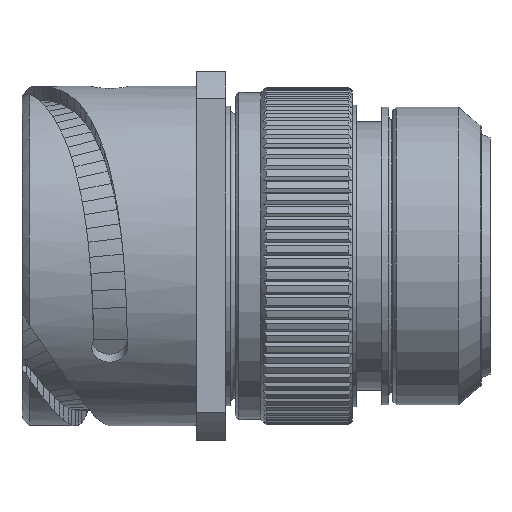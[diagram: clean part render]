
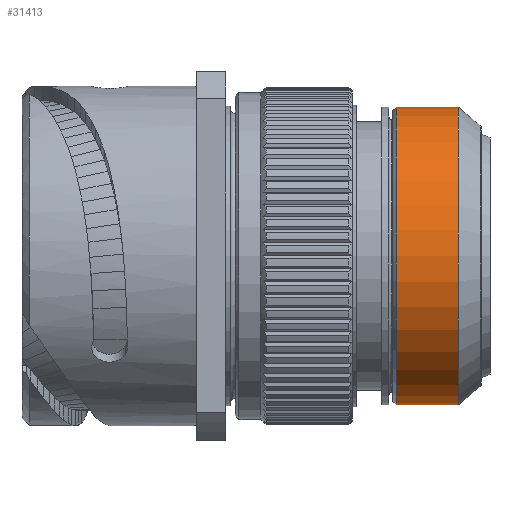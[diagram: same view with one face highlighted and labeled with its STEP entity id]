
A CAD part, top view. The second image highlights one B-rep face of the part: STEP entity #31413.
In plain terms, the highlighted cylindrical face has radius 20.5 mm (diameter 41 mm), a partial arc.
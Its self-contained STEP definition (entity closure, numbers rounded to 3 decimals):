
#8625=CARTESIAN_POINT('',(51.504,0.,0.));
#8626=DIRECTION('',(1.,0.,0.));
#8627=DIRECTION('',(0.,1.,0.));
#8628=AXIS2_PLACEMENT_3D('',#8625,#8626,#8627);
#8630=CARTESIAN_POINT('',(60.004,0.,0.));
#8631=DIRECTION('',(1.,0.,0.));
#8632=DIRECTION('',(0.,1.,0.));
#8633=AXIS2_PLACEMENT_3D('',#8630,#8631,#8632);
#8635=DIRECTION('',(-1.,0.,0.));
#8636=VECTOR('',#8635,8.5);
#8637=CARTESIAN_POINT('',(60.004,20.5,0.));
#8638=LINE('2618',#8637,#8636);
#8639=DIRECTION('',(-1.,0.,0.));
#8640=VECTOR('',#8639,8.5);
#8641=CARTESIAN_POINT('',(60.004,-20.5,0.));
#8642=LINE('2619',#8641,#8640);
#15594=CARTESIAN_POINT('',(60.004,20.5,0.));
#15595=CARTESIAN_POINT('',(51.504,20.5,0.));
#15596=VERTEX_POINT('',#15594);
#15597=VERTEX_POINT('',#15595);
#15598=CARTESIAN_POINT('',(60.004,-20.5,0.));
#15599=CARTESIAN_POINT('',(51.504,-20.5,0.));
#15600=VERTEX_POINT('',#15598);
#15601=VERTEX_POINT('',#15599);
#31399=CARTESIAN_POINT('',(50.394,0.,0.));
#31400=DIRECTION('',(1.,0.,0.));
#31401=DIRECTION('',(0.,-1.,0.));
#31402=AXIS2_PLACEMENT_3D('',#31399,#31400,#31401);
#31403=CYLINDRICAL_SURFACE('775',#31402,20.5);
#31405=ORIENTED_EDGE('2618',*,*,#31404,.F.);
#31407=ORIENTED_EDGE('2621',*,*,#31406,.T.);
#31409=ORIENTED_EDGE('2619',*,*,#31408,.T.);
#31410=ORIENTED_EDGE('2633',*,*,#31385,.F.);
#31411=EDGE_LOOP('775',(#31405,#31407,#31409,#31410));
#31412=FACE_OUTER_BOUND('775',#31411,.F.);
#8629=CIRCLE('2633',#8628,20.5);
#8634=CIRCLE('2621',#8633,20.5);
#31385=EDGE_CURVE('2633',#15597,#15601,#8629,.T.);
#31404=EDGE_CURVE('2618',#15596,#15597,#8638,.T.);
#31406=EDGE_CURVE('2621',#15596,#15600,#8634,.T.);
#31408=EDGE_CURVE('2619',#15600,#15601,#8642,.T.);
#31413=ADVANCED_FACE('775',(#31412),#31403,.T.);
